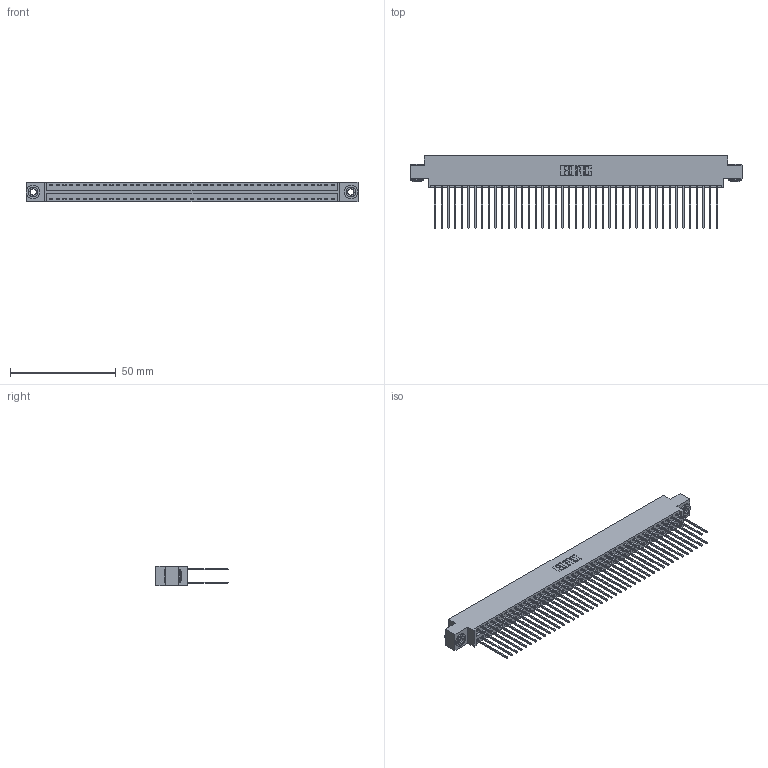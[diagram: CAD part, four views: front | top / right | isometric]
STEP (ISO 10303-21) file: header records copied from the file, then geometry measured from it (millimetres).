
FILE_DESCRIPTION (( 'STEP AP203' ), '1' );
FILE_NAME ('346-086-541-803.STEP', '2022-05-25T22:46:19', ( '' ), ( '' ), 'SwSTEP 2.0', 'SolidWorks 2020', '' );
FILE_SCHEMA (( 'CONFIG_CONTROL_DESIGN' ));
Length unit declared in the file: inch
Products named in the file (4): 345-292-001_345-293-141; 346-086-541-803; 345-250-002_345-250-002-102; 346 Part_0.170 Offset - 0.156 Dia-TH
Assembly tree (89 placements, depth 2):
  346-086-541-803
    346 Part_0.170 Offset - 0.156 Dia-TH
    345-292-001_345-293-141  x86
    345-250-002_345-250-002-102  x2
Bounding box: 157.1 x 34.29 x 9.4 mm (x, y, z)
Volume: 15666.9 mm3; surface area: 24345.6 mm2
Topology: 89 solids, 89 shells, 4650 faces, 13783 edges, 9070 vertices
Faces by surface type: plane 3114, cylinder 1528, cone 8
Entity records: 29144 total; most frequent: CARTESIAN_POINT 4785, ORIENTED_EDGE 4710, DIRECTION 4297, EDGE_CURVE 2355, VECTOR 2027, LINE 2027, VERTEX_POINT 1566, AXIS2_PLACEMENT_3D 1135
